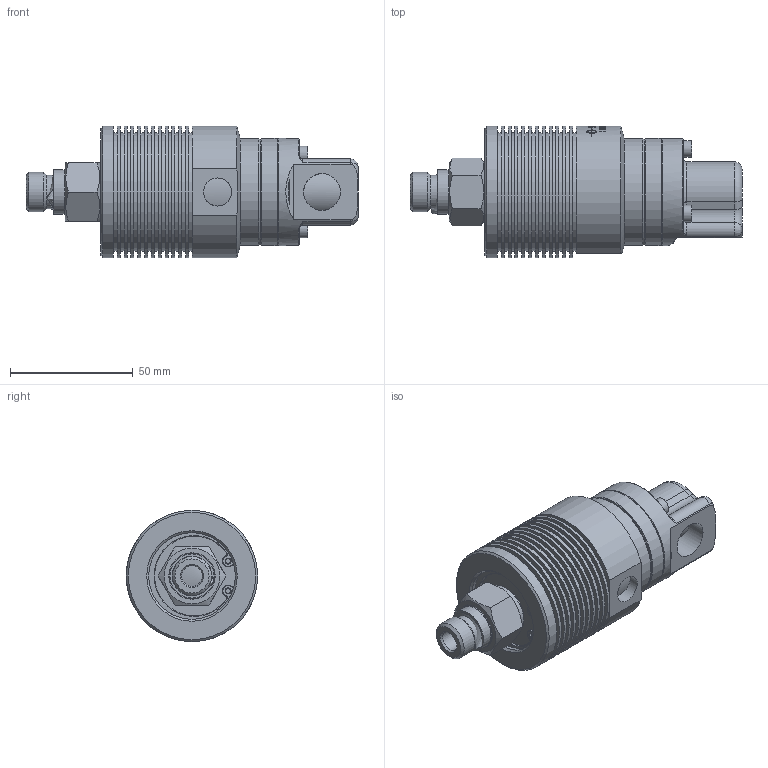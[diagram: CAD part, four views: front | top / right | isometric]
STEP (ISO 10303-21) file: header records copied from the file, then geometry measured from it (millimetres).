
FILE_DESCRIPTION(/* description */ (''),/* implementation_level */ '2;1');
FILE_NAME(/* name */ '1109-053-188-IC.stp',/* time_stamp */ '2020-05-21T11:12:01-05:00',/* author */ ('dyurkovich'),/* organization */ (''),/* preprocessor_version */ 'ST-DEVELOPER v18',/* originating_system */ 'Autodesk Inventor 2020',/* authorisation */ '');
FILE_SCHEMA (('AUTOMOTIVE_DESIGN { 1 0 10303 214 3 1 1 }'));
Products named in the file (1): 1109-053-188-IC
Bounding box: 135.18 x 53.45 x 53.45 mm (x, y, z)
Volume: 174312.5 mm3; surface area: 35298.4 mm2
Topology: 4 solids, 4 shells, 523 faces, 1337 edges, 896 vertices
Faces by surface type: bspline 199, plane 162, cylinder 112, torus 36, cone 14
Full cylindrical faces by diameter (mm): 2 x2, 4.166 x3, 4.7 x3, 6.86 x3, 7.2 x3, 8.5 x1, 11.445 x1, 13.5 x1, 14.95 x1, 15.968 x1, 17.993 x1, 18.16 x1, 18.72 x1, 21.4 x1, 35.27 x1, 37.25 x1, 43.6 x3, 48.3 x12, 53.45 x12
Entity records: 64661 total; most frequent: CARTESIAN_POINT 52399, ORIENTED_EDGE 2666, DIRECTION 2142, EDGE_CURVE 1333, VERTEX_POINT 896, AXIS2_PLACEMENT_3D 834, EDGE_LOOP 611, ADVANCED_FACE 523
